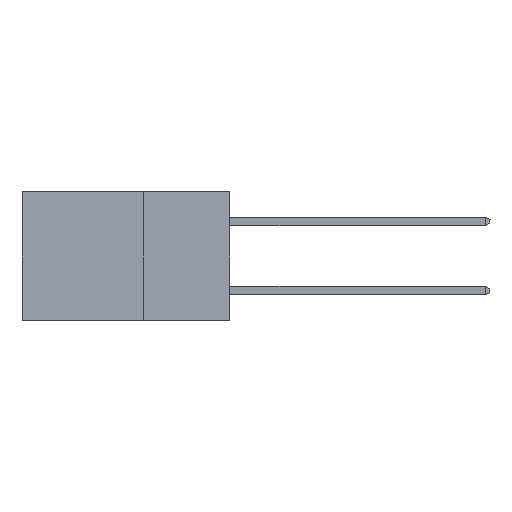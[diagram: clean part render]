
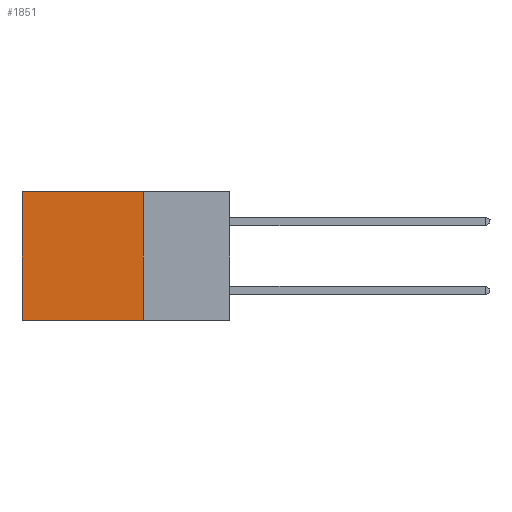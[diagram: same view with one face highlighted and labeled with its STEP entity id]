
A CAD part, left-side view. The second image highlights one B-rep face of the part: STEP entity #1851.
In plain terms, the highlighted planar face has unit normal (-1, 0, 0).
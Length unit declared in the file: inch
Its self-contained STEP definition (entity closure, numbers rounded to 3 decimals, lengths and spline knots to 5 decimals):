
#170 = EDGE_CURVE ( 'NONE', #20868, #1858, #10777, .T. ) ;
#289 = PLANE ( 'NONE',  #1167 ) ;
#1167 = AXIS2_PLACEMENT_3D ( 'NONE', #19878, #14613, #16034 ) ;
#1851 = ADVANCED_FACE ( 'NONE', ( #19980 ), #289, .F. ) ;
#1858 = VERTEX_POINT ( 'NONE', #19466 ) ;
#2717 = ORIENTED_EDGE ( 'NONE', *, *, #170, .T. ) ;
#3201 = CARTESIAN_POINT ( 'NONE',  ( 0.2615, 0.25, -0.37 ) ) ;
#3342 = CARTESIAN_POINT ( 'NONE',  ( 0.2615, 0.6, 0. ) ) ;
#3834 = DIRECTION ( 'NONE',  ( 0., 1., 0. ) ) ;
#4228 = EDGE_CURVE ( 'NONE', #9799, #1858, #10652, .T. ) ;
#4535 = ORIENTED_EDGE ( 'NONE', *, *, #4228, .F. ) ;
#5789 = DIRECTION ( 'NONE',  ( 0., 0., -1. ) ) ;
#6299 = EDGE_CURVE ( 'NONE', #6413, #9799, #12711, .T. ) ;
#6413 = VERTEX_POINT ( 'NONE', #16182 ) ;
#6561 = VECTOR ( 'NONE', #14002, 39.37008 ) ;
#7425 = DIRECTION ( 'NONE',  ( 0., 1., 0. ) ) ;
#8933 = LINE ( 'NONE', #10693, #18505 ) ;
#9799 = VERTEX_POINT ( 'NONE', #3201 ) ;
#10177 = EDGE_CURVE ( 'NONE', #6413, #20868, #8933, .T. ) ;
#10652 = LINE ( 'NONE', #18527, #14055 ) ;
#10693 = CARTESIAN_POINT ( 'NONE',  ( 0.2615, 0.25, 0. ) ) ;
#10777 = LINE ( 'NONE', #15745, #6561 ) ;
#12711 = LINE ( 'NONE', #14228, #17253 ) ;
#14002 = DIRECTION ( 'NONE',  ( 0., 0., -1. ) ) ;
#14055 = VECTOR ( 'NONE', #3834, 39.37008 ) ;
#14228 = CARTESIAN_POINT ( 'NONE',  ( 0.2615, 0.25, -0.37 ) ) ;
#14481 = ORIENTED_EDGE ( 'NONE', *, *, #6299, .F. ) ;
#14613 = DIRECTION ( 'NONE',  ( 1., 0., 0. ) ) ;
#15745 = CARTESIAN_POINT ( 'NONE',  ( 0.2615, 0.6, -0.37 ) ) ;
#16034 = DIRECTION ( 'NONE',  ( 0., 0., -1. ) ) ;
#16128 = ORIENTED_EDGE ( 'NONE', *, *, #10177, .T. ) ;
#16182 = CARTESIAN_POINT ( 'NONE',  ( 0.2615, 0.25, 0. ) ) ;
#17253 = VECTOR ( 'NONE', #5789, 39.37008 ) ;
#18505 = VECTOR ( 'NONE', #7425, 39.37008 ) ;
#18527 = CARTESIAN_POINT ( 'NONE',  ( 0.2615, 0.25, -0.37 ) ) ;
#19466 = CARTESIAN_POINT ( 'NONE',  ( 0.2615, 0.6, -0.37 ) ) ;
#19878 = CARTESIAN_POINT ( 'NONE',  ( 0.2615, 0.25, -0.37 ) ) ;
#19980 = FACE_OUTER_BOUND ( 'NONE', #20057, .T. ) ;
#20057 = EDGE_LOOP ( 'NONE', ( #2717, #4535, #14481, #16128 ) ) ;
#20868 = VERTEX_POINT ( 'NONE', #3342 ) ;
